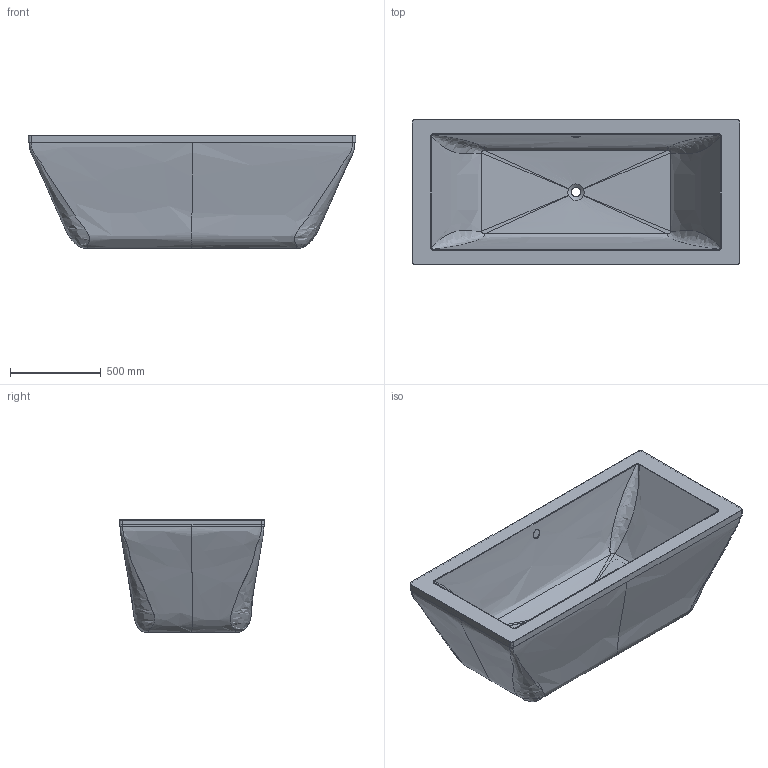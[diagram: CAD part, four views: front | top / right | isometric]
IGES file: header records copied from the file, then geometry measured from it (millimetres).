
Global section: file name: 3888; native system: AutoCAD 2016 - English; preprocessor: Autodesk Translation Framework DWG producer (atf_dwg_producer); organization: unknown; date: 20170508.103719; units: millimetre
Bounding box: 1800 x 800 x 620 mm (x, y, z)
Volume: 42504523.4 mm3; surface area: 12336987.8 mm2
Topology: 11 solids, 11 shells, 247 faces, 657 edges, 445 vertices
Faces by surface type: bspline 247
